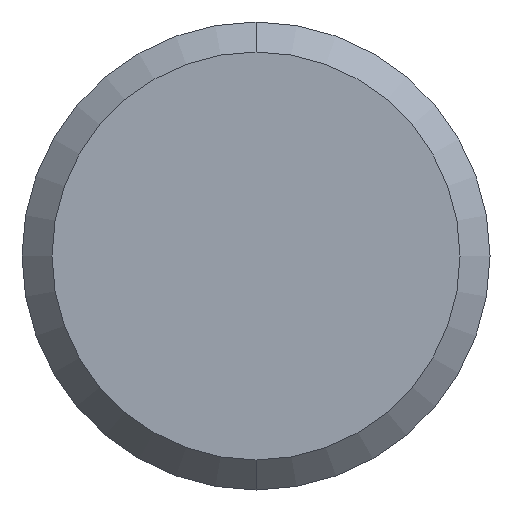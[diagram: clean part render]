
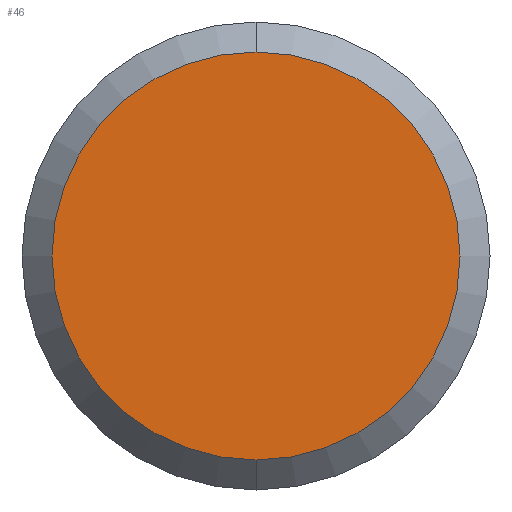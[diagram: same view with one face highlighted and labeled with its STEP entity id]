
A CAD part, front view. The second image highlights one B-rep face of the part: STEP entity #46.
In plain terms, the highlighted planar face has unit normal (0, -1, 0).
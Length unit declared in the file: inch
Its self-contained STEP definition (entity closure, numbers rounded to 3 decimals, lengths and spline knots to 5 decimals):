
#1 = ORIENTED_EDGE ( 'NONE', *, *, #276, .T. ) ;
#3 = ORIENTED_EDGE ( 'NONE', *, *, #252, .T. ) ;
#28 = CIRCLE ( 'NONE', #166, 0.1361 ) ;
#33 = CIRCLE ( 'NONE', #136, 0.1361 ) ;
#46 = ADVANCED_FACE ( 'NONE', ( #173 ), #59, .F. ) ;
#59 = PLANE ( 'NONE',  #217 ) ;
#61 = DIRECTION ( 'NONE',  ( 0., 1., 0. ) ) ;
#136 = AXIS2_PLACEMENT_3D ( 'NONE', #212, #228, #234 ) ;
#139 = CARTESIAN_POINT ( 'NONE',  ( 0., 0., -0.1361 ) ) ;
#156 = VERTEX_POINT ( 'NONE', #185 ) ;
#162 = DIRECTION ( 'NONE',  ( 0., -1., 0. ) ) ;
#166 = AXIS2_PLACEMENT_3D ( 'NONE', #188, #162, #167 ) ;
#167 = DIRECTION ( 'NONE',  ( 0., 0., 1. ) ) ;
#173 = FACE_OUTER_BOUND ( 'NONE', #257, .T. ) ;
#185 = CARTESIAN_POINT ( 'NONE',  ( 0., 0., 0.1361 ) ) ;
#188 = CARTESIAN_POINT ( 'NONE',  ( 0., 0., 0. ) ) ;
#212 = CARTESIAN_POINT ( 'NONE',  ( 0., 0., 0. ) ) ;
#217 = AXIS2_PLACEMENT_3D ( 'NONE', #224, #61, #246 ) ;
#224 = CARTESIAN_POINT ( 'NONE',  ( 0., 0., 0. ) ) ;
#228 = DIRECTION ( 'NONE',  ( 0., -1., 0. ) ) ;
#234 = DIRECTION ( 'NONE',  ( 0., 0., 1. ) ) ;
#246 = DIRECTION ( 'NONE',  ( 0., 0., 1. ) ) ;
#252 = EDGE_CURVE ( 'NONE', #263, #156, #28, .T. ) ;
#257 = EDGE_LOOP ( 'NONE', ( #1, #3 ) ) ;
#263 = VERTEX_POINT ( 'NONE', #139 ) ;
#276 = EDGE_CURVE ( 'NONE', #156, #263, #33, .T. ) ;
